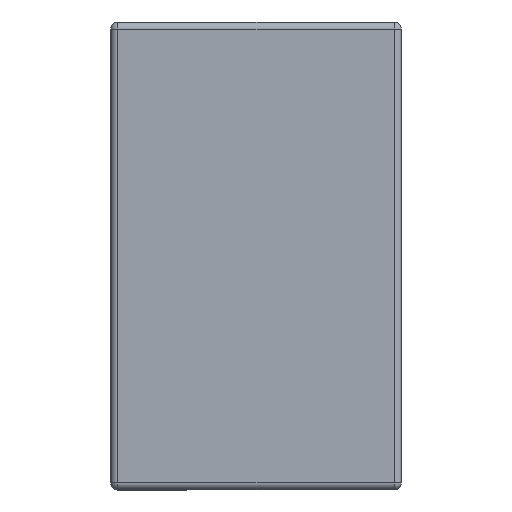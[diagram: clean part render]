
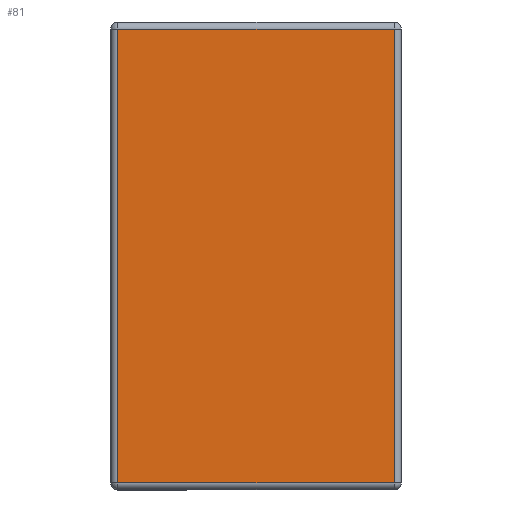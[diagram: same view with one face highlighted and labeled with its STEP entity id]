
A CAD part, left-side view. The second image highlights one B-rep face of the part: STEP entity #81.
In plain terms, the highlighted planar face has unit normal (-1, 0, 0).
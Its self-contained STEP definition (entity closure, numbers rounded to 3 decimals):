
#44 = EDGE_LOOP ( 'NONE', ( #74, #78, #103, #95 ) ) ;
#48 = VERTEX_POINT ( 'NONE', #866 ) ;
#65 = EDGE_CURVE ( 'NONE', #84, #80, #953, .T. ) ;
#74 = ORIENTED_EDGE ( 'NONE', *, *, #65, .T. ) ;
#78 = ORIENTED_EDGE ( 'NONE', *, *, #102, .T. ) ;
#80 = VERTEX_POINT ( 'NONE', #971 ) ;
#81 = ADVANCED_FACE ( 'NONE', ( #965 ), #973, .F. ) ;
#84 = VERTEX_POINT ( 'NONE', #1014 ) ;
#91 = VERTEX_POINT ( 'NONE', #1052 ) ;
#95 = ORIENTED_EDGE ( 'NONE', *, *, #106, .T. ) ;
#100 = EDGE_CURVE ( 'NONE', #48, #91, #1089, .T. ) ;
#102 = EDGE_CURVE ( 'NONE', #80, #48, #1068, .T. ) ;
#103 = ORIENTED_EDGE ( 'NONE', *, *, #100, .T. ) ;
#106 = EDGE_CURVE ( 'NONE', #91, #84, #1104, .T. ) ;
#272 = DIRECTION ( 'NONE',  ( 0., 0., -1. ) ) ;
#866 = CARTESIAN_POINT ( 'NONE',  ( -0.2, 0.02, 0.64 ) ) ;
#929 = AXIS2_PLACEMENT_3D ( 'NONE', #995, #994, #993 ) ;
#942 = DIRECTION ( 'NONE',  ( 0., -1., 0. ) ) ;
#943 = VECTOR ( 'NONE', #942, 1000. ) ;
#944 = CARTESIAN_POINT ( 'NONE',  ( -0.2, 0.82, -0.64 ) ) ;
#953 = LINE ( 'NONE', #944, #943 ) ;
#965 = FACE_OUTER_BOUND ( 'NONE', #44, .T. ) ;
#971 = CARTESIAN_POINT ( 'NONE',  ( -0.2, 0.02, -0.64 ) ) ;
#973 = PLANE ( 'NONE',  #929 ) ;
#993 = DIRECTION ( 'NONE',  ( 0., 0., -1. ) ) ;
#994 = DIRECTION ( 'NONE',  ( 1., 0., 0. ) ) ;
#995 = CARTESIAN_POINT ( 'NONE',  ( -0.2, 0.82, 0.66 ) ) ;
#1014 = CARTESIAN_POINT ( 'NONE',  ( -0.2, 0.8, -0.64 ) ) ;
#1050 = VECTOR ( 'NONE', #1105, 1000. ) ;
#1052 = CARTESIAN_POINT ( 'NONE',  ( -0.2, 0.8, 0.64 ) ) ;
#1068 = LINE ( 'NONE', #1086, #1050 ) ;
#1086 = CARTESIAN_POINT ( 'NONE',  ( -0.2, 0.02, 0.66 ) ) ;
#1089 = LINE ( 'NONE', #1109, #1108 ) ;
#1091 = VECTOR ( 'NONE', #272, 1000. ) ;
#1092 = CARTESIAN_POINT ( 'NONE',  ( -0.2, 0.8, 0.66 ) ) ;
#1104 = LINE ( 'NONE', #1092, #1091 ) ;
#1105 = DIRECTION ( 'NONE',  ( 0., 0., 1. ) ) ;
#1107 = DIRECTION ( 'NONE',  ( 0., 1., 0. ) ) ;
#1108 = VECTOR ( 'NONE', #1107, 1000. ) ;
#1109 = CARTESIAN_POINT ( 'NONE',  ( -0.2, 0.82, 0.64 ) ) ;
